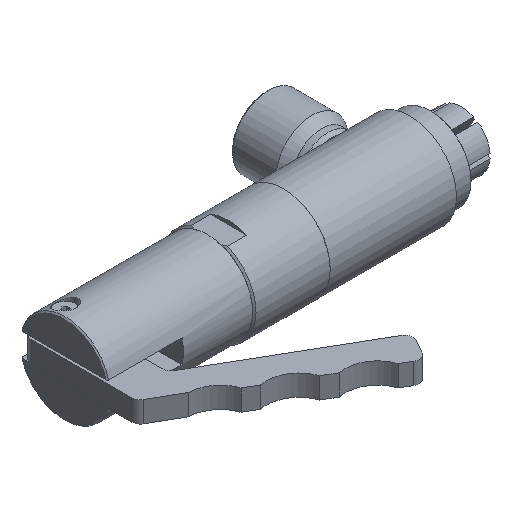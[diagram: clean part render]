
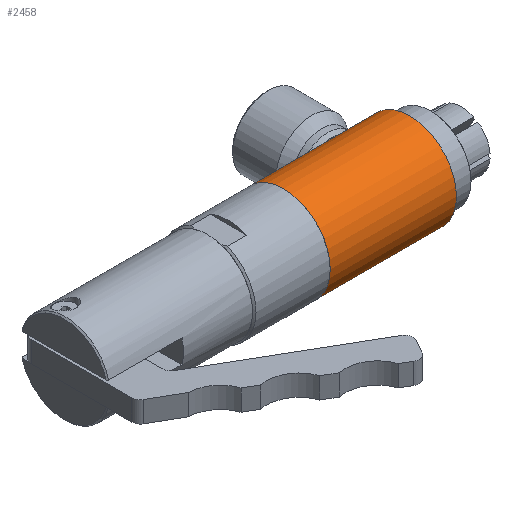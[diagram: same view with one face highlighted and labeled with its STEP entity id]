
A CAD part, isometric view. The second image highlights one B-rep face of the part: STEP entity #2458.
In plain terms, the highlighted cylindrical face has radius 18.098 mm (diameter 36.195 mm), a full revolution.
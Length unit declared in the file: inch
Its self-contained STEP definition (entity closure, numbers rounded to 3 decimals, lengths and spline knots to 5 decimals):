
#74=B_SPLINE_CURVE_WITH_KNOTS($,3,(#4218,#4219,#4220,#4221,#4222,#4223,
#4224,#4225,#4226,#4227,#4228,#4229,#4230,#4231),.UNSPECIFIED.,.F.,.F.,
(4,2,2,2,2,2,4),(4.68622,4.86117,5.08117,5.30117,
5.52117,5.74117,5.91612),.UNSPECIFIED.);
#75=B_SPLINE_CURVE_WITH_KNOTS($,3,(#4235,#4236,#4237,#4238,#4239,#4240,
#4241,#4242,#4243,#4244,#4245,#4246,#4247,#4248),.UNSPECIFIED.,.F.,.F.,
(4,2,2,2,2,2,4),(1.15211,1.32706,1.54706,1.76706,
1.98706,2.20705,2.38201),.UNSPECIFIED.);
#76=B_SPLINE_CURVE_WITH_KNOTS($,3,(#4252,#4253,#4254,#4255,#4256,#4257),
 .UNSPECIFIED.,.F.,.F.,(4,2,4),(0.46122,0.83041,1.05402),
 .UNSPECIFIED.);
#77=B_SPLINE_CURVE_WITH_KNOTS($,3,(#4260,#4261,#4262,#4263,#4264,#4265),
 .UNSPECIFIED.,.F.,.F.,(4,2,4),(5.74796,5.97157,6.34076),
 .UNSPECIFIED.);
#78=B_SPLINE_CURVE_WITH_KNOTS($,3,(#4268,#4269,#4270,#4271,#4272,#4273),
 .UNSPECIFIED.,.F.,.F.,(4,2,4),(2.34697,2.57058,2.93977),
 .UNSPECIFIED.);
#79=B_SPLINE_CURVE_WITH_KNOTS($,3,(#4275,#4276,#4277,#4278,#4279,#4280),
 .UNSPECIFIED.,.F.,.F.,(4,2,4),(3.86221,4.2314,4.45501),
 .UNSPECIFIED.);
#261=LINE($,#4283,#425);
#262=LINE($,#4285,#426);
#425=VECTOR($,#3304,0.37083);
#426=VECTOR($,#3307,0.37083);
#559=FACE_BOUND($,#871,.T.);
#560=FACE_BOUND($,#872,.T.);
#561=FACE_BOUND($,#873,.T.);
#871=EDGE_LOOP($,(#2262,#2263,#2264,#2265,#2266,#2267,#2268,#2269));
#872=EDGE_LOOP($,(#2270));
#873=EDGE_LOOP($,(#2271));
#998=CIRCLE($,#2718,0.7125);
#999=CIRCLE($,#2720,0.7125);
#1208=VERTEX_POINT($,#4216);
#1209=VERTEX_POINT($,#4217);
#1210=VERTEX_POINT($,#4232);
#1211=VERTEX_POINT($,#4234);
#1212=VERTEX_POINT($,#4251);
#1213=VERTEX_POINT($,#4258);
#1214=VERTEX_POINT($,#4267);
#1215=VERTEX_POINT($,#4274);
#1240=VERTEX_POINT($,#4372);
#1241=VERTEX_POINT($,#4375);
#1541=EDGE_CURVE($,#1208,#1209,#74,.T.);
#1543=EDGE_CURVE($,#1211,#1210,#75,.T.);
#1545=EDGE_CURVE($,#1212,#1208,#76,.T.);
#1547=EDGE_CURVE($,#1210,#1213,#77,.T.);
#1548=EDGE_CURVE($,#1209,#1214,#78,.T.);
#1549=EDGE_CURVE($,#1215,#1211,#79,.T.);
#1551=EDGE_CURVE($,#1213,#1212,#261,.T.);
#1552=EDGE_CURVE($,#1214,#1215,#262,.T.);
#1586=EDGE_CURVE($,#1240,#1240,#998,.T.);
#1587=EDGE_CURVE($,#1241,#1241,#999,.T.);
#2262=ORIENTED_EDGE($,*,*,#1551,.T.);
#2263=ORIENTED_EDGE($,*,*,#1545,.T.);
#2264=ORIENTED_EDGE($,*,*,#1541,.T.);
#2265=ORIENTED_EDGE($,*,*,#1548,.T.);
#2266=ORIENTED_EDGE($,*,*,#1552,.T.);
#2267=ORIENTED_EDGE($,*,*,#1549,.T.);
#2268=ORIENTED_EDGE($,*,*,#1543,.T.);
#2269=ORIENTED_EDGE($,*,*,#1547,.T.);
#2270=ORIENTED_EDGE($,*,*,#1587,.F.);
#2271=ORIENTED_EDGE($,*,*,#1586,.T.);
#2318=CYLINDRICAL_SURFACE($,#2719,0.7125);
#2458=ADVANCED_FACE($,(#559,#560,#561),#2318,.T.);
#2718=AXIS2_PLACEMENT_3D($,#4373,#3394,#3395);
#2719=AXIS2_PLACEMENT_3D($,#4374,#3396,#3397);
#2720=AXIS2_PLACEMENT_3D($,#4376,#3398,#3399);
#3304=DIRECTION($,(1.,0.,0.));
#3307=DIRECTION($,(-1.,0.,0.));
#3394=DIRECTION('center_axis',(1.,0.,0.));
#3395=DIRECTION('ref_axis',(0.,1.,0.));
#3396=DIRECTION('center_axis',(1.,0.,0.));
#3397=DIRECTION('ref_axis',(0.,1.,0.));
#3398=DIRECTION('center_axis',(1.,0.,0.));
#3399=DIRECTION('ref_axis',(0.,1.,0.));
#4216=CARTESIAN_POINT('',(5.08584,0.6725,-0.23537));
#4217=CARTESIAN_POINT('',(5.08584,0.6725,0.23537));
#4218=CARTESIAN_POINT('Ctrl Pts',(5.08584,0.6725,-0.23537));
#4219=CARTESIAN_POINT('Ctrl Pts',(5.09806,0.67939,-0.21569));
#4220=CARTESIAN_POINT('Ctrl Pts',(5.10892,0.68573,-0.19477));
#4221=CARTESIAN_POINT('Ctrl Pts',(5.1296,0.69803,-0.14563));
#4222=CARTESIAN_POINT('Ctrl Pts',(5.13845,0.70347,-0.11685));
#4223=CARTESIAN_POINT('Ctrl Pts',(5.15015,0.71071,-0.05847));
#4224=CARTESIAN_POINT('Ctrl Pts',(5.153,0.7125,-0.02887));
#4225=CARTESIAN_POINT('Ctrl Pts',(5.153,0.7125,0.02887));
#4226=CARTESIAN_POINT('Ctrl Pts',(5.15015,0.71071,0.05847));
#4227=CARTESIAN_POINT('Ctrl Pts',(5.13845,0.70347,0.11685));
#4228=CARTESIAN_POINT('Ctrl Pts',(5.1296,0.69803,0.14563));
#4229=CARTESIAN_POINT('Ctrl Pts',(5.10892,0.68573,0.19477));
#4230=CARTESIAN_POINT('Ctrl Pts',(5.09806,0.67939,0.21569));
#4231=CARTESIAN_POINT('Ctrl Pts',(5.08584,0.6725,0.23537));
#4232=CARTESIAN_POINT('',(4.32816,0.6725,-0.23537));
#4234=CARTESIAN_POINT('',(4.32816,0.6725,0.23537));
#4235=CARTESIAN_POINT('Ctrl Pts',(4.32816,0.6725,0.23537));
#4236=CARTESIAN_POINT('Ctrl Pts',(4.31594,0.67939,0.21569));
#4237=CARTESIAN_POINT('Ctrl Pts',(4.30508,0.68573,0.19477));
#4238=CARTESIAN_POINT('Ctrl Pts',(4.2844,0.69803,0.14563));
#4239=CARTESIAN_POINT('Ctrl Pts',(4.27555,0.70347,0.11685));
#4240=CARTESIAN_POINT('Ctrl Pts',(4.26385,0.71071,0.05847));
#4241=CARTESIAN_POINT('Ctrl Pts',(4.261,0.7125,0.02887));
#4242=CARTESIAN_POINT('Ctrl Pts',(4.261,0.7125,-0.02887));
#4243=CARTESIAN_POINT('Ctrl Pts',(4.26385,0.71071,-0.05847));
#4244=CARTESIAN_POINT('Ctrl Pts',(4.27555,0.70347,-0.11685));
#4245=CARTESIAN_POINT('Ctrl Pts',(4.2844,0.69803,-0.14563));
#4246=CARTESIAN_POINT('Ctrl Pts',(4.30508,0.68573,-0.19477));
#4247=CARTESIAN_POINT('Ctrl Pts',(4.31594,0.67939,-0.21569));
#4248=CARTESIAN_POINT('Ctrl Pts',(4.32816,0.6725,-0.23537));
#4251=CARTESIAN_POINT('',(4.89241,0.6125,-0.36401));
#4252=CARTESIAN_POINT('Ctrl Pts',(4.89241,0.6125,-0.36401));
#4253=CARTESIAN_POINT('Ctrl Pts',(4.94021,0.62271,-0.34682));
#4254=CARTESIAN_POINT('Ctrl Pts',(4.98459,0.63598,-0.32271));
#4255=CARTESIAN_POINT('Ctrl Pts',(5.04447,0.65651,-0.27748));
#4256=CARTESIAN_POINT('Ctrl Pts',(5.06626,0.66471,-0.25764));
#4257=CARTESIAN_POINT('Ctrl Pts',(5.08584,0.6725,-0.23537));
#4258=CARTESIAN_POINT('',(4.52159,0.6125,-0.36401));
#4260=CARTESIAN_POINT('Ctrl Pts',(4.32816,0.6725,-0.23537));
#4261=CARTESIAN_POINT('Ctrl Pts',(4.34774,0.66471,-0.25764));
#4262=CARTESIAN_POINT('Ctrl Pts',(4.36953,0.65651,-0.27748));
#4263=CARTESIAN_POINT('Ctrl Pts',(4.42941,0.63598,-0.32271));
#4264=CARTESIAN_POINT('Ctrl Pts',(4.47379,0.62271,-0.34682));
#4265=CARTESIAN_POINT('Ctrl Pts',(4.52159,0.6125,-0.36401));
#4267=CARTESIAN_POINT('',(4.89241,0.6125,0.36401));
#4268=CARTESIAN_POINT('Ctrl Pts',(5.08584,0.6725,0.23537));
#4269=CARTESIAN_POINT('Ctrl Pts',(5.06626,0.66471,0.25764));
#4270=CARTESIAN_POINT('Ctrl Pts',(5.04447,0.65651,0.27748));
#4271=CARTESIAN_POINT('Ctrl Pts',(4.98459,0.63598,0.32271));
#4272=CARTESIAN_POINT('Ctrl Pts',(4.94021,0.62271,0.34682));
#4273=CARTESIAN_POINT('Ctrl Pts',(4.89241,0.6125,0.36401));
#4274=CARTESIAN_POINT('',(4.52159,0.6125,0.36401));
#4275=CARTESIAN_POINT('Ctrl Pts',(4.52159,0.6125,0.36401));
#4276=CARTESIAN_POINT('Ctrl Pts',(4.47379,0.62271,0.34682));
#4277=CARTESIAN_POINT('Ctrl Pts',(4.42941,0.63598,0.32271));
#4278=CARTESIAN_POINT('Ctrl Pts',(4.36953,0.65651,0.27748));
#4279=CARTESIAN_POINT('Ctrl Pts',(4.34774,0.66471,0.25764));
#4280=CARTESIAN_POINT('Ctrl Pts',(4.32816,0.6725,0.23537));
#4283=CARTESIAN_POINT($,(4.32174,0.6125,-0.36401));
#4285=CARTESIAN_POINT($,(4.32174,0.6125,0.36401));
#4372=CARTESIAN_POINT('',(3.357,0.7125,0.));
#4373=CARTESIAN_POINT('Origin',(3.357,0.,0.));
#4374=CARTESIAN_POINT('Origin',(4.32174,0.,0.));
#4375=CARTESIAN_POINT('',(5.28648,0.7125,0.));
#4376=CARTESIAN_POINT('Origin',(5.28648,0.,0.));
